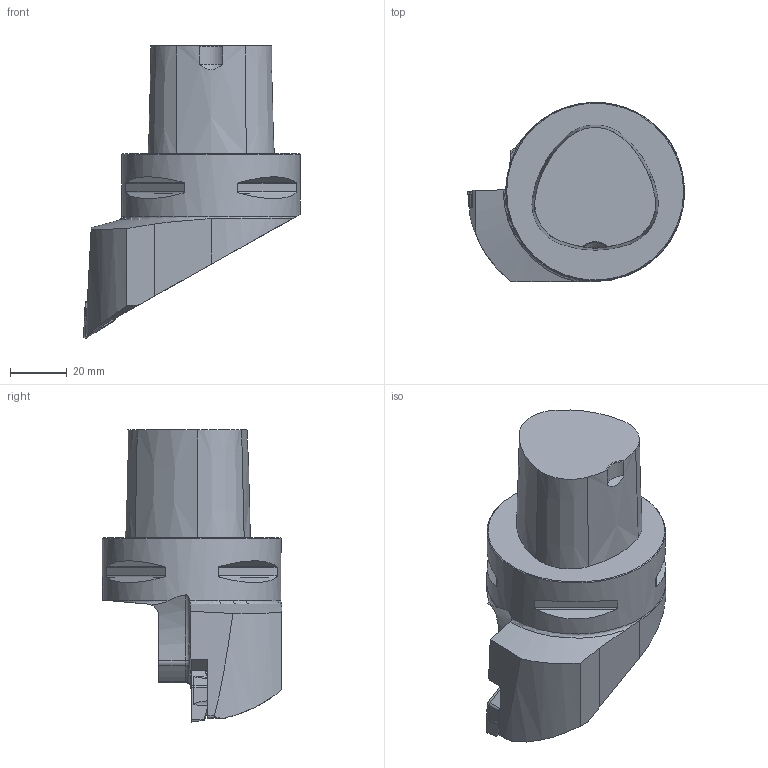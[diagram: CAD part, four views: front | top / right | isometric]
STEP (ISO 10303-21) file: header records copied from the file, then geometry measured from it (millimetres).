
FILE_DESCRIPTION(/* description */ (''),/* implementation_level */ '2;1');
FILE_NAME(/* name */ 'TOOLASSEMBLY_1.STP',/* time_stamp */ '2023-11-15T16:34:11+01:00',/* author */ (''),/* organization */ ('SMS'),/* preprocessor_version */ 'ST-DEVELOPER v16.7',/* originating_system */ 'SIEMENS PLM Software NX 12.0',/* authorisation */ '');
FILE_SCHEMA (('AUTOMOTIVE_DESIGN { 1 0 10303 214 3 1 1 1 }'));
Length unit declared in the file: millimetre
Products named in the file (4): ASSEMBLY_CONSTRUCTION; CUT_20231115163324; NOCUT_20231115163227; TOOLASSEMBLY_1
Assembly tree (3 placements, depth 2):
  TOOLASSEMBLY_1
    NOCUT_20231115163227
    CUT_20231115163324
    ASSEMBLY_CONSTRUCTION
Bounding box: 76.5 x 63.2 x 103 mm (x, y, z)
Volume: 175556.3 mm3; surface area: 21700.3 mm2
Topology: 2 solids, 2 shells, 140 faces, 373 edges, 248 vertices
Faces by surface type: plane 63, cylinder 32, cone 22, extrusion 12, torus 8, bspline 2, sphere 1
Full cylindrical faces by diameter (mm): 3.5 x1, 5.25 x1, 63 x1
Entity records: 5519 total; most frequent: CARTESIAN_POINT 1967, ORIENTED_EDGE 718, DIRECTION 691, EDGE_CURVE 359, AXIS2_PLACEMENT_3D 263, VERTEX_POINT 239, VECTOR 165, EDGE_LOOP 155
